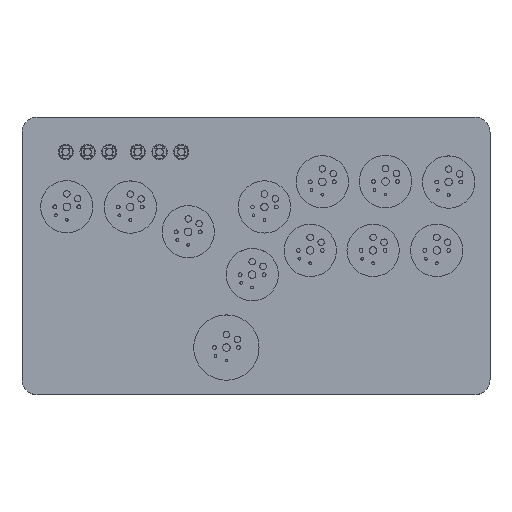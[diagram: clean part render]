
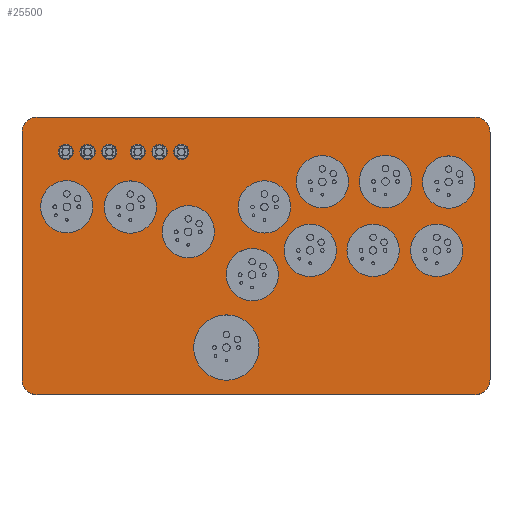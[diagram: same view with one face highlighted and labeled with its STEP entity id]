
A CAD part, top view. The second image highlights one B-rep face of the part: STEP entity #25500.
In plain terms, the highlighted planar face has unit normal (0, 0, 1).
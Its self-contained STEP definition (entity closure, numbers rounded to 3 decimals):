
#539=FACE_BOUND('',#3773,.T.);
#540=FACE_BOUND('',#3774,.T.);
#541=FACE_BOUND('',#3775,.T.);
#542=FACE_BOUND('',#3776,.T.);
#543=FACE_BOUND('',#3777,.T.);
#544=FACE_BOUND('',#3778,.T.);
#545=FACE_BOUND('',#3779,.T.);
#546=FACE_BOUND('',#3780,.T.);
#547=FACE_BOUND('',#3781,.T.);
#548=FACE_BOUND('',#3782,.T.);
#549=FACE_BOUND('',#3783,.T.);
#550=FACE_BOUND('',#3784,.T.);
#551=FACE_BOUND('',#3785,.T.);
#552=FACE_BOUND('',#3786,.T.);
#553=FACE_BOUND('',#3787,.T.);
#554=FACE_BOUND('',#3788,.T.);
#555=FACE_BOUND('',#3789,.T.);
#556=FACE_BOUND('',#3790,.T.);
#2181=FACE_OUTER_BOUND('',#3772,.T.);
#3772=EDGE_LOOP('',(#22066,#22067,#22068,#22069,#22070,#22071,#22072,#22073));
#3773=EDGE_LOOP('',(#22074));
#3774=EDGE_LOOP('',(#22075));
#3775=EDGE_LOOP('',(#22076));
#3776=EDGE_LOOP('',(#22077));
#3777=EDGE_LOOP('',(#22078));
#3778=EDGE_LOOP('',(#22079));
#3779=EDGE_LOOP('',(#22080));
#3780=EDGE_LOOP('',(#22081));
#3781=EDGE_LOOP('',(#22082));
#3782=EDGE_LOOP('',(#22083));
#3783=EDGE_LOOP('',(#22084));
#3784=EDGE_LOOP('',(#22085));
#3785=EDGE_LOOP('',(#22086));
#3786=EDGE_LOOP('',(#22087));
#3787=EDGE_LOOP('',(#22088));
#3788=EDGE_LOOP('',(#22089));
#3789=EDGE_LOOP('',(#22090));
#3790=EDGE_LOOP('',(#22091));
#4736=CIRCLE('',#27694,3.5);
#4737=CIRCLE('',#27696,3.5);
#4738=CIRCLE('',#27698,3.5);
#4739=CIRCLE('',#27700,3.5);
#4740=CIRCLE('',#27702,3.5);
#4741=CIRCLE('',#27704,3.5);
#4776=CIRCLE('',#27742,7.);
#4777=CIRCLE('',#27744,7.);
#4778=CIRCLE('',#27745,7.);
#4779=CIRCLE('',#27746,7.);
#4780=CIRCLE('',#27747,12.);
#4781=CIRCLE('',#27748,12.);
#4782=CIRCLE('',#27749,12.);
#4783=CIRCLE('',#27750,12.);
#4784=CIRCLE('',#27751,12.);
#4785=CIRCLE('',#27752,15.);
#4786=CIRCLE('',#27753,12.);
#4787=CIRCLE('',#27754,12.);
#4788=CIRCLE('',#27755,12.);
#4789=CIRCLE('',#27756,12.);
#4790=CIRCLE('',#27757,12.);
#4791=CIRCLE('',#27758,12.);
#7315=LINE('',#41606,#9876);
#7316=LINE('',#41610,#9877);
#7317=LINE('',#41614,#9878);
#7318=LINE('',#41617,#9879);
#9876=VECTOR('',#34392,10.);
#9877=VECTOR('',#34395,10.);
#9878=VECTOR('',#34398,10.);
#9879=VECTOR('',#34401,10.);
#12076=VERTEX_POINT('',#41480);
#12077=VERTEX_POINT('',#41484);
#12078=VERTEX_POINT('',#41488);
#12079=VERTEX_POINT('',#41492);
#12080=VERTEX_POINT('',#41496);
#12081=VERTEX_POINT('',#41500);
#12127=VERTEX_POINT('',#41599);
#12128=VERTEX_POINT('',#41601);
#12129=VERTEX_POINT('',#41605);
#12130=VERTEX_POINT('',#41607);
#12131=VERTEX_POINT('',#41609);
#12132=VERTEX_POINT('',#41611);
#12133=VERTEX_POINT('',#41613);
#12134=VERTEX_POINT('',#41615);
#12135=VERTEX_POINT('',#41618);
#12136=VERTEX_POINT('',#41620);
#12137=VERTEX_POINT('',#41622);
#12138=VERTEX_POINT('',#41624);
#12139=VERTEX_POINT('',#41626);
#12140=VERTEX_POINT('',#41628);
#12141=VERTEX_POINT('',#41630);
#12142=VERTEX_POINT('',#41632);
#12143=VERTEX_POINT('',#41634);
#12144=VERTEX_POINT('',#41636);
#12145=VERTEX_POINT('',#41638);
#12146=VERTEX_POINT('',#41640);
#15425=EDGE_CURVE('',#12076,#12076,#4736,.T.);
#15427=EDGE_CURVE('',#12077,#12077,#4737,.T.);
#15429=EDGE_CURVE('',#12078,#12078,#4738,.T.);
#15431=EDGE_CURVE('',#12079,#12079,#4739,.T.);
#15433=EDGE_CURVE('',#12080,#12080,#4740,.T.);
#15435=EDGE_CURVE('',#12081,#12081,#4741,.T.);
#15485=EDGE_CURVE('',#12127,#12128,#4776,.T.);
#15487=EDGE_CURVE('',#12127,#12129,#7315,.T.);
#15488=EDGE_CURVE('',#12130,#12129,#4777,.T.);
#15489=EDGE_CURVE('',#12130,#12131,#7316,.T.);
#15490=EDGE_CURVE('',#12132,#12131,#4778,.T.);
#15491=EDGE_CURVE('',#12132,#12133,#7317,.T.);
#15492=EDGE_CURVE('',#12134,#12133,#4779,.T.);
#15493=EDGE_CURVE('',#12134,#12128,#7318,.T.);
#15494=EDGE_CURVE('',#12135,#12135,#4780,.T.);
#15495=EDGE_CURVE('',#12136,#12136,#4781,.T.);
#15496=EDGE_CURVE('',#12137,#12137,#4782,.T.);
#15497=EDGE_CURVE('',#12138,#12138,#4783,.T.);
#15498=EDGE_CURVE('',#12139,#12139,#4784,.T.);
#15499=EDGE_CURVE('',#12140,#12140,#4785,.T.);
#15500=EDGE_CURVE('',#12141,#12141,#4786,.T.);
#15501=EDGE_CURVE('',#12142,#12142,#4787,.T.);
#15502=EDGE_CURVE('',#12143,#12143,#4788,.T.);
#15503=EDGE_CURVE('',#12144,#12144,#4789,.T.);
#15504=EDGE_CURVE('',#12145,#12145,#4790,.T.);
#15505=EDGE_CURVE('',#12146,#12146,#4791,.T.);
#22066=ORIENTED_EDGE('',*,*,#15485,.F.);
#22067=ORIENTED_EDGE('',*,*,#15487,.T.);
#22068=ORIENTED_EDGE('',*,*,#15488,.F.);
#22069=ORIENTED_EDGE('',*,*,#15489,.T.);
#22070=ORIENTED_EDGE('',*,*,#15490,.F.);
#22071=ORIENTED_EDGE('',*,*,#15491,.T.);
#22072=ORIENTED_EDGE('',*,*,#15492,.F.);
#22073=ORIENTED_EDGE('',*,*,#15493,.T.);
#22074=ORIENTED_EDGE('',*,*,#15425,.T.);
#22075=ORIENTED_EDGE('',*,*,#15427,.T.);
#22076=ORIENTED_EDGE('',*,*,#15429,.T.);
#22077=ORIENTED_EDGE('',*,*,#15431,.T.);
#22078=ORIENTED_EDGE('',*,*,#15433,.T.);
#22079=ORIENTED_EDGE('',*,*,#15435,.T.);
#22080=ORIENTED_EDGE('',*,*,#15494,.T.);
#22081=ORIENTED_EDGE('',*,*,#15495,.T.);
#22082=ORIENTED_EDGE('',*,*,#15496,.T.);
#22083=ORIENTED_EDGE('',*,*,#15497,.T.);
#22084=ORIENTED_EDGE('',*,*,#15498,.T.);
#22085=ORIENTED_EDGE('',*,*,#15499,.T.);
#22086=ORIENTED_EDGE('',*,*,#15500,.T.);
#22087=ORIENTED_EDGE('',*,*,#15501,.T.);
#22088=ORIENTED_EDGE('',*,*,#15502,.T.);
#22089=ORIENTED_EDGE('',*,*,#15503,.T.);
#22090=ORIENTED_EDGE('',*,*,#15504,.T.);
#22091=ORIENTED_EDGE('',*,*,#15505,.T.);
#23489=PLANE('',#27743);
#25500=ADVANCED_FACE('',(#2181,#539,#540,#541,#542,#543,#544,#545,#546,
#547,#548,#549,#550,#551,#552,#553,#554,#555,#556),#23489,.T.);
#27694=AXIS2_PLACEMENT_3D('',#41482,#34271,#34272);
#27696=AXIS2_PLACEMENT_3D('',#41486,#34276,#34277);
#27698=AXIS2_PLACEMENT_3D('',#41490,#34281,#34282);
#27700=AXIS2_PLACEMENT_3D('',#41494,#34286,#34287);
#27702=AXIS2_PLACEMENT_3D('',#41498,#34291,#34292);
#27704=AXIS2_PLACEMENT_3D('',#41502,#34296,#34297);
#27742=AXIS2_PLACEMENT_3D('',#41602,#34387,#34388);
#27743=AXIS2_PLACEMENT_3D('',#41604,#34390,#34391);
#27744=AXIS2_PLACEMENT_3D('',#41608,#34393,#34394);
#27745=AXIS2_PLACEMENT_3D('',#41612,#34396,#34397);
#27746=AXIS2_PLACEMENT_3D('',#41616,#34399,#34400);
#27747=AXIS2_PLACEMENT_3D('',#41619,#34402,#34403);
#27748=AXIS2_PLACEMENT_3D('',#41621,#34404,#34405);
#27749=AXIS2_PLACEMENT_3D('',#41623,#34406,#34407);
#27750=AXIS2_PLACEMENT_3D('',#41625,#34408,#34409);
#27751=AXIS2_PLACEMENT_3D('',#41627,#34410,#34411);
#27752=AXIS2_PLACEMENT_3D('',#41629,#34412,#34413);
#27753=AXIS2_PLACEMENT_3D('',#41631,#34414,#34415);
#27754=AXIS2_PLACEMENT_3D('',#41633,#34416,#34417);
#27755=AXIS2_PLACEMENT_3D('',#41635,#34418,#34419);
#27756=AXIS2_PLACEMENT_3D('',#41637,#34420,#34421);
#27757=AXIS2_PLACEMENT_3D('',#41639,#34422,#34423);
#27758=AXIS2_PLACEMENT_3D('',#41641,#34424,#34425);
#34271=DIRECTION('center_axis',(0.,0.,-1.));
#34272=DIRECTION('ref_axis',(1.,0.,0.));
#34276=DIRECTION('center_axis',(0.,0.,-1.));
#34277=DIRECTION('ref_axis',(1.,0.,0.));
#34281=DIRECTION('center_axis',(0.,0.,-1.));
#34282=DIRECTION('ref_axis',(1.,0.,0.));
#34286=DIRECTION('center_axis',(0.,0.,-1.));
#34287=DIRECTION('ref_axis',(1.,0.,0.));
#34291=DIRECTION('center_axis',(0.,0.,-1.));
#34292=DIRECTION('ref_axis',(1.,0.,0.));
#34296=DIRECTION('center_axis',(0.,0.,-1.));
#34297=DIRECTION('ref_axis',(1.,0.,0.));
#34387=DIRECTION('center_axis',(0.,0.,-1.));
#34388=DIRECTION('ref_axis',(0.707,0.707,0.));
#34390=DIRECTION('center_axis',(0.,0.,1.));
#34391=DIRECTION('ref_axis',(-1.,0.,0.));
#34392=DIRECTION('',(-1.,0.,0.));
#34393=DIRECTION('center_axis',(0.,0.,-1.));
#34394=DIRECTION('ref_axis',(-0.707,0.707,0.));
#34395=DIRECTION('',(0.,-1.,0.));
#34396=DIRECTION('center_axis',(0.,0.,-1.));
#34397=DIRECTION('ref_axis',(-0.707,-0.707,0.));
#34398=DIRECTION('',(1.,0.,0.));
#34399=DIRECTION('center_axis',(0.,0.,-1.));
#34400=DIRECTION('ref_axis',(0.707,-0.707,0.));
#34401=DIRECTION('',(0.,1.,0.));
#34402=DIRECTION('center_axis',(0.,0.,-1.));
#34403=DIRECTION('ref_axis',(-1.,0.,0.));
#34404=DIRECTION('center_axis',(0.,0.,-1.));
#34405=DIRECTION('ref_axis',(-1.,0.,0.));
#34406=DIRECTION('center_axis',(0.,0.,-1.));
#34407=DIRECTION('ref_axis',(-1.,0.,0.));
#34408=DIRECTION('center_axis',(0.,0.,-1.));
#34409=DIRECTION('ref_axis',(-1.,0.,0.));
#34410=DIRECTION('center_axis',(0.,0.,-1.));
#34411=DIRECTION('ref_axis',(-1.,0.,0.));
#34412=DIRECTION('center_axis',(0.,0.,-1.));
#34413=DIRECTION('ref_axis',(-1.,0.,0.));
#34414=DIRECTION('center_axis',(0.,0.,-1.));
#34415=DIRECTION('ref_axis',(-1.,0.,0.));
#34416=DIRECTION('center_axis',(0.,0.,-1.));
#34417=DIRECTION('ref_axis',(-1.,0.,0.));
#34418=DIRECTION('center_axis',(0.,0.,-1.));
#34419=DIRECTION('ref_axis',(-1.,0.,0.));
#34420=DIRECTION('center_axis',(0.,0.,-1.));
#34421=DIRECTION('ref_axis',(-1.,0.,0.));
#34422=DIRECTION('center_axis',(0.,0.,-1.));
#34423=DIRECTION('ref_axis',(-1.,0.,0.));
#34424=DIRECTION('center_axis',(0.,0.,-1.));
#34425=DIRECTION('ref_axis',(-1.,0.,0.));
#41480=CARTESIAN_POINT('',(-70.75,47.9,8.6));
#41482=CARTESIAN_POINT('Origin',(-67.25,47.9,8.6));
#41484=CARTESIAN_POINT('',(-37.75,47.9,8.6));
#41486=CARTESIAN_POINT('Origin',(-34.25,47.9,8.6));
#41488=CARTESIAN_POINT('',(-90.75,47.9,8.6));
#41490=CARTESIAN_POINT('Origin',(-87.25,47.9,8.6));
#41492=CARTESIAN_POINT('',(-57.75,47.9,8.6));
#41494=CARTESIAN_POINT('Origin',(-54.25,47.9,8.6));
#41496=CARTESIAN_POINT('',(-47.75,47.9,8.6));
#41498=CARTESIAN_POINT('Origin',(-44.25,47.9,8.6));
#41500=CARTESIAN_POINT('',(-80.75,47.9,8.6));
#41502=CARTESIAN_POINT('Origin',(-77.25,47.9,8.6));
#41599=CARTESIAN_POINT('',(100.318,63.85,8.6));
#41601=CARTESIAN_POINT('',(107.318,56.85,8.6));
#41602=CARTESIAN_POINT('Origin',(100.318,56.85,8.6));
#41604=CARTESIAN_POINT('Origin',(0.,-1.2,8.6));
#41605=CARTESIAN_POINT('',(-100.318,63.85,8.6));
#41606=CARTESIAN_POINT('',(51.,63.85,8.6));
#41607=CARTESIAN_POINT('',(-107.318,56.85,8.6));
#41608=CARTESIAN_POINT('Origin',(-100.318,56.85,8.6));
#41609=CARTESIAN_POINT('',(-107.318,-56.559,8.6));
#41610=CARTESIAN_POINT('',(-107.318,27.825,8.6));
#41611=CARTESIAN_POINT('',(-100.318,-63.559,8.6));
#41612=CARTESIAN_POINT('Origin',(-100.318,-56.559,8.6));
#41613=CARTESIAN_POINT('',(100.318,-63.559,8.6));
#41614=CARTESIAN_POINT('',(-51.,-63.559,8.6));
#41615=CARTESIAN_POINT('',(107.318,-56.559,8.6));
#41616=CARTESIAN_POINT('Origin',(100.318,-56.559,8.6));
#41617=CARTESIAN_POINT('',(107.318,-30.225,8.6));
#41618=CARTESIAN_POINT('',(-19.08,11.23,8.6));
#41619=CARTESIAN_POINT('Origin',(-31.08,11.23,8.6));
#41620=CARTESIAN_POINT('',(42.42,34.17,8.6));
#41621=CARTESIAN_POINT('Origin',(30.42,34.17,8.6));
#41622=CARTESIAN_POINT('',(65.71,2.71,8.6));
#41623=CARTESIAN_POINT('Origin',(53.71,2.71,8.6));
#41624=CARTESIAN_POINT('',(94.92,2.71,8.6));
#41625=CARTESIAN_POINT('Origin',(82.92,2.71,8.6));
#41626=CARTESIAN_POINT('',(15.86,22.64,8.6));
#41627=CARTESIAN_POINT('Origin',(3.86,22.64,8.6));
#41628=CARTESIAN_POINT('',(1.42,-41.87,8.6));
#41629=CARTESIAN_POINT('Origin',(-13.58,-41.87,8.6));
#41630=CARTESIAN_POINT('',(-74.775,22.7,8.6));
#41631=CARTESIAN_POINT('Origin',(-86.775,22.7,8.6));
#41632=CARTESIAN_POINT('',(71.39,34.29,8.6));
#41633=CARTESIAN_POINT('Origin',(59.39,34.29,8.6));
#41634=CARTESIAN_POINT('',(100.36,34.05,8.6));
#41635=CARTESIAN_POINT('Origin',(88.36,34.05,8.6));
#41636=CARTESIAN_POINT('',(36.86,2.71,8.6));
#41637=CARTESIAN_POINT('Origin',(24.86,2.71,8.6));
#41638=CARTESIAN_POINT('',(-45.68,22.58,8.6));
#41639=CARTESIAN_POINT('Origin',(-57.68,22.58,8.6));
#41640=CARTESIAN_POINT('',(10.25,-8.4,8.6));
#41641=CARTESIAN_POINT('Origin',(-1.75,-8.4,8.6));
